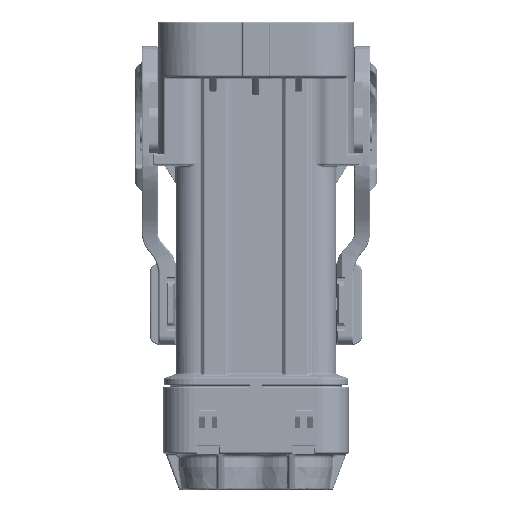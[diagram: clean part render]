
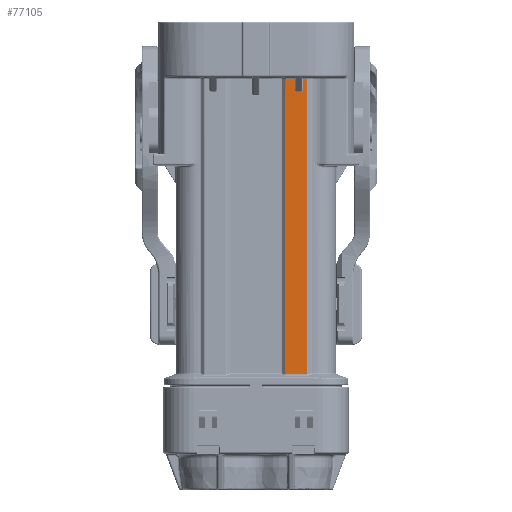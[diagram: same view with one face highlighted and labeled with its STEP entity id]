
A CAD part, front view. The second image highlights one B-rep face of the part: STEP entity #77105.
In plain terms, the highlighted planar face has unit normal (0, -1, 0).
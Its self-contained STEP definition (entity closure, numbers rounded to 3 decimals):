
#5089 = DIRECTION ( 'NONE',  ( 0., 0., -1. ) ) ;
#5439 = CARTESIAN_POINT ( 'NONE',  ( 6.674, -14., -46.887 ) ) ;
#5807 = CARTESIAN_POINT ( 'NONE',  ( 8.716, -14., 15.717 ) ) ;
#11136 = DIRECTION ( 'NONE',  ( -1., 0., 0. ) ) ;
#13595 = LINE ( 'NONE', #139745, #164610 ) ;
#15187 = EDGE_CURVE ( 'NONE', #192814, #198091, #57023, .T. ) ;
#22876 = CARTESIAN_POINT ( 'NONE',  ( 8.55, -14., 0. ) ) ;
#26280 =( BOUNDED_CURVE ( )  B_SPLINE_CURVE ( 3, ( #110721, #148787, #202320, #165457 ),
 .UNSPECIFIED., .F., .F. ) 
 B_SPLINE_CURVE_WITH_KNOTS ( ( 4, 4 ),
 ( 0., 1.571 ),
 .UNSPECIFIED. ) 
 CURVE ( )  GEOMETRIC_REPRESENTATION_ITEM ( )  RATIONAL_B_SPLINE_CURVE ( ( 1., 0.805, 0.805, 1. ) ) 
 REPRESENTATION_ITEM ( '' )  );
#26653 = LINE ( 'NONE', #79016, #139567 ) ;
#29021 = VERTEX_POINT ( 'NONE', #127741 ) ;
#33051 = VECTOR ( 'NONE', #91370, 1000. ) ;
#40834 = CARTESIAN_POINT ( 'NONE',  ( 6.674, -14., 0. ) ) ;
#45882 = DIRECTION ( 'NONE',  ( 1., 0., 0. ) ) ;
#53074 = VECTOR ( 'NONE', #114116, 1000. ) ;
#57023 = LINE ( 'NONE', #166499, #53074 ) ;
#58576 = DIRECTION ( 'NONE',  ( 0., 0., 1. ) ) ;
#59786 = VECTOR ( 'NONE', #5089, 1000. ) ;
#59831 = LINE ( 'NONE', #40834, #59786 ) ;
#62122 = EDGE_CURVE ( 'NONE', #77191, #29021, #158825, .T. ) ;
#73101 = ORIENTED_EDGE ( 'NONE', *, *, #213108, .T. ) ;
#73529 = CARTESIAN_POINT ( 'NONE',  ( 11.326, -14., 0. ) ) ;
#75406 = EDGE_CURVE ( 'NONE', #29021, #75589, #77020, .T. ) ;
#75589 = VERTEX_POINT ( 'NONE', #135268 ) ;
#77020 = LINE ( 'NONE', #73529, #33051 ) ;
#77105 = ADVANCED_FACE ( 'NONE', ( #169537 ), #225425, .T. ) ;
#77191 = VERTEX_POINT ( 'NONE', #5439 ) ;
#79016 = CARTESIAN_POINT ( 'NONE',  ( 6.55, -14., 18.5 ) ) ;
#80746 = CARTESIAN_POINT ( 'NONE',  ( 8.55, -14., 18.5 ) ) ;
#87623 = EDGE_CURVE ( 'NONE', #126847, #140324, #26653, .T. ) ;
#91370 = DIRECTION ( 'NONE',  ( 0., 0., 1. ) ) ;
#92475 = ORIENTED_EDGE ( 'NONE', *, *, #75406, .T. ) ;
#92575 = ORIENTED_EDGE ( 'NONE', *, *, #232839, .F. ) ;
#92816 = ORIENTED_EDGE ( 'NONE', *, *, #196728, .T. ) ;
#100463 = DIRECTION ( 'NONE',  ( 0., 0., -1. ) ) ;
#104475 = ORIENTED_EDGE ( 'NONE', *, *, #167555, .F. ) ;
#108289 = CARTESIAN_POINT ( 'NONE',  ( 6.674, -14., 18.5 ) ) ;
#110721 = CARTESIAN_POINT ( 'NONE',  ( 10.05, -14., 15.717 ) ) ;
#112315 = ORIENTED_EDGE ( 'NONE', *, *, #62122, .T. ) ;
#114116 = DIRECTION ( 'NONE',  ( 0., 0., -1. ) ) ;
#119512 = DIRECTION ( 'NONE',  ( 0., -1., 0. ) ) ;
#126353 = CARTESIAN_POINT ( 'NONE',  ( 10.45, -14., 16.283 ) ) ;
#126416 = ORIENTED_EDGE ( 'NONE', *, *, #87623, .T. ) ;
#126847 = VERTEX_POINT ( 'NONE', #80746 ) ;
#127741 = CARTESIAN_POINT ( 'NONE',  ( 11.326, -14., -46.887 ) ) ;
#135268 = CARTESIAN_POINT ( 'NONE',  ( 11.326, -14., 18.5 ) ) ;
#139567 = VECTOR ( 'NONE', #11136, 1000. ) ;
#139745 = CARTESIAN_POINT ( 'NONE',  ( 8.75, -14., 15.717 ) ) ;
#140324 = VERTEX_POINT ( 'NONE', #108289 ) ;
#143553 = LINE ( 'NONE', #175738, #149886 ) ;
#148787 = CARTESIAN_POINT ( 'NONE',  ( 10.284, -14., 15.717 ) ) ;
#149886 = VECTOR ( 'NONE', #216113, 1000. ) ;
#150988 = ORIENTED_EDGE ( 'NONE', *, *, #15187, .T. ) ;
#151010 = CARTESIAN_POINT ( 'NONE',  ( 8.95, -14., 15.717 ) ) ;
#153693 = CARTESIAN_POINT ( 'NONE',  ( 8.55, -14., 16.283 ) ) ;
#156146 = AXIS2_PLACEMENT_3D ( 'NONE', #224247, #119512, #100463 ) ;
#156399 = CARTESIAN_POINT ( 'NONE',  ( 10.05, -14., 15.717 ) ) ;
#158825 = LINE ( 'NONE', #226703, #172475 ) ;
#164610 = VECTOR ( 'NONE', #214640, 1000. ) ;
#165457 = CARTESIAN_POINT ( 'NONE',  ( 10.45, -14., 16.283 ) ) ;
#166499 = CARTESIAN_POINT ( 'NONE',  ( 10.45, -14., 15.8 ) ) ;
#166988 = ORIENTED_EDGE ( 'NONE', *, *, #214970, .T. ) ;
#167555 = EDGE_CURVE ( 'NONE', #219095, #172663, #177467, .T. ) ;
#167688 = CARTESIAN_POINT ( 'NONE',  ( 8.55, -14., 16.283 ) ) ;
#169537 = FACE_OUTER_BOUND ( 'NONE', #185700, .T. ) ;
#172475 = VECTOR ( 'NONE', #45882, 1000. ) ;
#172663 = VERTEX_POINT ( 'NONE', #182957 ) ;
#175738 = CARTESIAN_POINT ( 'NONE',  ( 10.25, -14., 18.5 ) ) ;
#177467 =( BOUNDED_CURVE ( )  B_SPLINE_CURVE ( 3, ( #167688, #190233, #5807, #151010 ),
 .UNSPECIFIED., .F., .F. ) 
 B_SPLINE_CURVE_WITH_KNOTS ( ( 4, 4 ),
 ( 1.571, 3.142 ),
 .UNSPECIFIED. ) 
 CURVE ( )  GEOMETRIC_REPRESENTATION_ITEM ( )  RATIONAL_B_SPLINE_CURVE ( ( 1., 0.805, 0.805, 1. ) ) 
 REPRESENTATION_ITEM ( '' )  );
#182957 = CARTESIAN_POINT ( 'NONE',  ( 8.95, -14., 15.717 ) ) ;
#185700 = EDGE_LOOP ( 'NONE', ( #112315, #92475, #166988, #150988, #92575, #73101, #104475, #222816, #126416, #92816 ) ) ;
#190233 = CARTESIAN_POINT ( 'NONE',  ( 8.55, -14., 15.951 ) ) ;
#192814 = VERTEX_POINT ( 'NONE', #228051 ) ;
#196728 = EDGE_CURVE ( 'NONE', #140324, #77191, #59831, .T. ) ;
#198091 = VERTEX_POINT ( 'NONE', #126353 ) ;
#202320 = CARTESIAN_POINT ( 'NONE',  ( 10.45, -14., 15.951 ) ) ;
#210511 = EDGE_CURVE ( 'NONE', #219095, #126847, #221578, .T. ) ;
#213015 = VECTOR ( 'NONE', #58576, 1000. ) ;
#213108 = EDGE_CURVE ( 'NONE', #225533, #172663, #13595, .T. ) ;
#214640 = DIRECTION ( 'NONE',  ( -1., 0., 0. ) ) ;
#214970 = EDGE_CURVE ( 'NONE', #75589, #192814, #143553, .T. ) ;
#216113 = DIRECTION ( 'NONE',  ( -1., 0., 0. ) ) ;
#219095 = VERTEX_POINT ( 'NONE', #153693 ) ;
#221578 = LINE ( 'NONE', #22876, #213015 ) ;
#222816 = ORIENTED_EDGE ( 'NONE', *, *, #210511, .T. ) ;
#224247 = CARTESIAN_POINT ( 'NONE',  ( 0., -14., 0. ) ) ;
#225425 = PLANE ( 'NONE',  #156146 ) ;
#225533 = VERTEX_POINT ( 'NONE', #156399 ) ;
#226703 = CARTESIAN_POINT ( 'NONE',  ( 0., -14., -46.887 ) ) ;
#228051 = CARTESIAN_POINT ( 'NONE',  ( 10.45, -14., 18.5 ) ) ;
#232839 = EDGE_CURVE ( 'NONE', #225533, #198091, #26280, .T. ) ;
